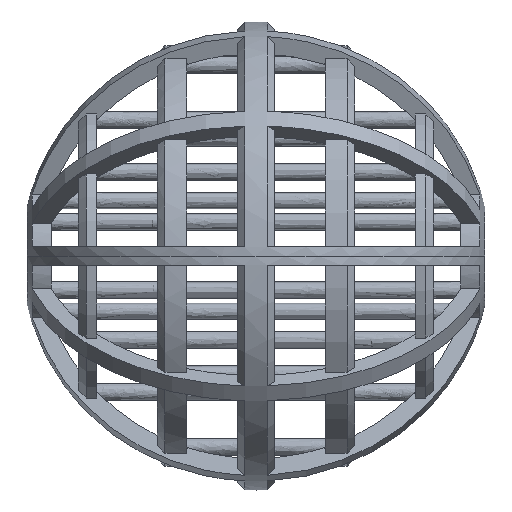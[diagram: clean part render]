
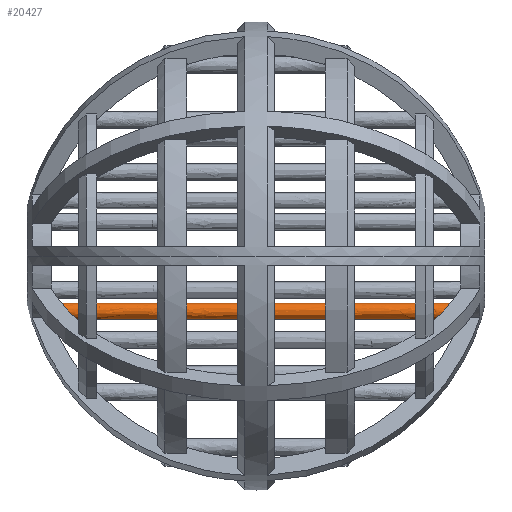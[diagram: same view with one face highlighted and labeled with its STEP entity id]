
A CAD part, left-side view. The second image highlights one B-rep face of the part: STEP entity #20427.
In plain terms, the highlighted free-form (B-spline) face has degree [2, 1] with [5, 2] control points.
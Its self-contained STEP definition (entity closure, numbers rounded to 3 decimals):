
#3623 = VERTEX_POINT('',#3624);
#3624 = CARTESIAN_POINT('',(-3.817,-44.445,
    -9.964));
#3625 = VERTEX_POINT('',#3626);
#3626 = CARTESIAN_POINT('',(-3.817,-43.492,
    -13.532));
#3659 = EDGE_CURVE('',#3625,#3660,#3662,.T.);
#3660 = VERTEX_POINT('',#3661);
#3661 = CARTESIAN_POINT('',(-3.817,43.492,
    -13.532));
#3662 = B_SPLINE_CURVE_WITH_KNOTS('',1,(#3663,#3664),.UNSPECIFIED.,.F.,
  .F.,(2,2),(16.488,94.512),.PIECEWISE_BEZIER_KNOTS.);
#3663 = CARTESIAN_POINT('',(-3.817,-43.492,
    -13.532));
#3664 = CARTESIAN_POINT('',(-3.817,43.492,
    -13.532));
#3667 = VERTEX_POINT('',#3668);
#3668 = CARTESIAN_POINT('',(-3.817,44.445,
    -9.964));
#3699 = EDGE_CURVE('',#3623,#3667,#3700,.T.);
#3700 = B_SPLINE_CURVE_WITH_KNOTS('',1,(#3701,#3702),.UNSPECIFIED.,.F.,
  .F.,(2,2),(15.633,95.367),.PIECEWISE_BEZIER_KNOTS.);
#3701 = CARTESIAN_POINT('',(-3.817,-44.445,
    -9.964));
#3702 = CARTESIAN_POINT('',(-3.817,44.445,
    -9.964));
#19594 = EDGE_CURVE('',#3625,#3623,#19595,.T.);
#19595 = B_SPLINE_CURVE_WITH_KNOTS('',3,(#19596,#19597,#19598,#19599,
    #19600,#19601,#19602,#19603,#19604,#19605,#19606,#19607,#19608,
    #19609,#19610,#19611,#19612,#19613,#19614,#19615,#19616,#19617,
    #19618,#19619),.UNSPECIFIED.,.F.,.F.,(4,2,2,2,2,2,2,2,2,2,2,4),(
    0.009,0.009,0.01,
    0.01,0.011,0.011,
    0.011,0.012,0.013,
    0.013,0.014,0.014),
  .UNSPECIFIED.);
#19596 = CARTESIAN_POINT('',(-3.817,-43.492,
    -13.532));
#19597 = CARTESIAN_POINT('',(-3.936,-43.481,
    -13.532));
#19598 = CARTESIAN_POINT('',(-4.054,-43.474,
    -13.52));
#19599 = CARTESIAN_POINT('',(-4.287,-43.466,
    -13.473));
#19600 = CARTESIAN_POINT('',(-4.402,-43.466,
    -13.437));
#19601 = CARTESIAN_POINT('',(-4.731,-43.475,
    -13.298));
#19602 = CARTESIAN_POINT('',(-4.931,-43.494,
    -13.162));
#19603 = CARTESIAN_POINT('',(-5.263,-43.557,
    -12.82));
#19604 = CARTESIAN_POINT('',(-5.39,-43.6,
    -12.621));
#19605 = CARTESIAN_POINT('',(-5.519,-43.676,
    -12.295));
#19606 = CARTESIAN_POINT('',(-5.551,-43.703,
    -12.184));
#19607 = CARTESIAN_POINT('',(-5.592,-43.76,
    -11.958));
#19608 = CARTESIAN_POINT('',(-5.602,-43.791,
    -11.841));
#19609 = CARTESIAN_POINT('',(-5.598,-43.883,
    -11.497));
#19610 = CARTESIAN_POINT('',(-5.55,-43.949,
    -11.267));
#19611 = CARTESIAN_POINT('',(-5.373,-44.077,
    -10.847));
#19612 = CARTESIAN_POINT('',(-5.242,-44.14,
    -10.651));
#19613 = CARTESIAN_POINT('',(-4.918,-44.254,
    -10.326));
#19614 = CARTESIAN_POINT('',(-4.721,-44.307,
    -10.192));
#19615 = CARTESIAN_POINT('',(-4.398,-44.37,
    -10.058));
#19616 = CARTESIAN_POINT('',(-4.284,-44.389,
    -10.022));
#19617 = CARTESIAN_POINT('',(-4.053,-44.422,
    -9.976));
#19618 = CARTESIAN_POINT('',(-3.936,-44.435,
    -9.964));
#19619 = CARTESIAN_POINT('',(-3.817,-44.445,
    -9.964));
#20069 = EDGE_CURVE('',#3667,#3660,#20070,.T.);
#20070 = B_SPLINE_CURVE_WITH_KNOTS('',3,(#20071,#20072,#20073,#20074,
    #20075,#20076,#20077,#20078,#20079,#20080,#20081,#20082,#20083,
    #20084,#20085,#20086,#20087,#20088,#20089,#20090,#20091,#20092,
    #20093,#20094,#20095,#20096),.UNSPECIFIED.,.F.,.F.,(4,2,2,2,2,2,2,2,
    2,2,2,2,4),(0.006,0.007,0.007,
    0.007,0.008,0.008,
    0.008,0.009,0.01,
    0.01,0.011,0.011,
    0.012),.UNSPECIFIED.);
#20071 = CARTESIAN_POINT('',(-3.817,44.445,
    -9.964));
#20072 = CARTESIAN_POINT('',(-3.936,44.435,
    -9.964));
#20073 = CARTESIAN_POINT('',(-4.055,44.421,
    -9.976));
#20074 = CARTESIAN_POINT('',(-4.286,44.389,
    -10.023));
#20075 = CARTESIAN_POINT('',(-4.398,44.37,
    -10.057));
#20076 = CARTESIAN_POINT('',(-4.616,44.327,
    -10.149));
#20077 = CARTESIAN_POINT('',(-4.718,44.304,
    -10.204));
#20078 = CARTESIAN_POINT('',(-4.91,44.253,
    -10.334));
#20079 = CARTESIAN_POINT('',(-5.001,44.225,
    -10.409));
#20080 = CARTESIAN_POINT('',(-5.163,44.168,
    -10.572));
#20081 = CARTESIAN_POINT('',(-5.236,44.138,
    -10.661));
#20082 = CARTESIAN_POINT('',(-5.364,44.076,
    -10.852));
#20083 = CARTESIAN_POINT('',(-5.419,44.044,
    -10.955));
#20084 = CARTESIAN_POINT('',(-5.551,43.948,
    -11.27));
#20085 = CARTESIAN_POINT('',(-5.598,43.882,
    -11.5));
#20086 = CARTESIAN_POINT('',(-5.603,43.76,
    -11.957));
#20087 = CARTESIAN_POINT('',(-5.561,43.701,
    -12.19));
#20088 = CARTESIAN_POINT('',(-5.39,43.6,
    -12.62));
#20089 = CARTESIAN_POINT('',(-5.261,43.557,
    -12.823));
#20090 = CARTESIAN_POINT('',(-5.012,43.51,
    -13.078));
#20091 = CARTESIAN_POINT('',(-4.922,43.497,
    -13.154));
#20092 = CARTESIAN_POINT('',(-4.727,43.478,
    -13.287));
#20093 = CARTESIAN_POINT('',(-4.62,43.472,
    -13.345));
#20094 = CARTESIAN_POINT('',(-4.292,43.463,
    -13.484));
#20095 = CARTESIAN_POINT('',(-4.053,43.471,
    -13.532));
#20096 = CARTESIAN_POINT('',(-3.817,43.492,
    -13.532));
#20427 = ADVANCED_FACE('',(#20428),#20434,.T.);
#20428 = FACE_BOUND('',#20429,.T.);
#20429 = EDGE_LOOP('',(#20430,#20431,#20432,#20433));
#20430 = ORIENTED_EDGE('',*,*,#3659,.F.);
#20431 = ORIENTED_EDGE('',*,*,#19594,.T.);
#20432 = ORIENTED_EDGE('',*,*,#3699,.T.);
#20433 = ORIENTED_EDGE('',*,*,#20069,.T.);
#20434 = ( BOUNDED_SURFACE() B_SPLINE_SURFACE(2,1,(
    (#20435,#20436)
    ,(#20437,#20438)
    ,(#20439,#20440)
    ,(#20441,#20442)
    ,(#20443,#20444
)),.UNSPECIFIED.,.F.,.F.,.F.) B_SPLINE_SURFACE_WITH_KNOTS((3,2,3),(2,2),
  (3.142,4.712,6.283),(15.633,
    95.367),.PIECEWISE_BEZIER_KNOTS.) 
GEOMETRIC_REPRESENTATION_ITEM() RATIONAL_B_SPLINE_SURFACE((
    (1.,1.)
    ,(0.707,0.707)
    ,(1.,1.)
    ,(0.707,0.707)
,(1.,1.))) REPRESENTATION_ITEM('') SURFACE() );
#20435 = CARTESIAN_POINT('',(-3.817,-44.445,
    -13.532));
#20436 = CARTESIAN_POINT('',(-3.817,44.445,
    -13.532));
#20437 = CARTESIAN_POINT('',(-5.601,-44.445,
    -13.532));
#20438 = CARTESIAN_POINT('',(-5.601,44.445,
    -13.532));
#20439 = CARTESIAN_POINT('',(-5.601,-44.445,
    -11.748));
#20440 = CARTESIAN_POINT('',(-5.601,44.445,
    -11.748));
#20441 = CARTESIAN_POINT('',(-5.601,-44.445,
    -9.964));
#20442 = CARTESIAN_POINT('',(-5.601,44.445,
    -9.964));
#20443 = CARTESIAN_POINT('',(-3.817,-44.445,
    -9.964));
#20444 = CARTESIAN_POINT('',(-3.817,44.445,
    -9.964));
